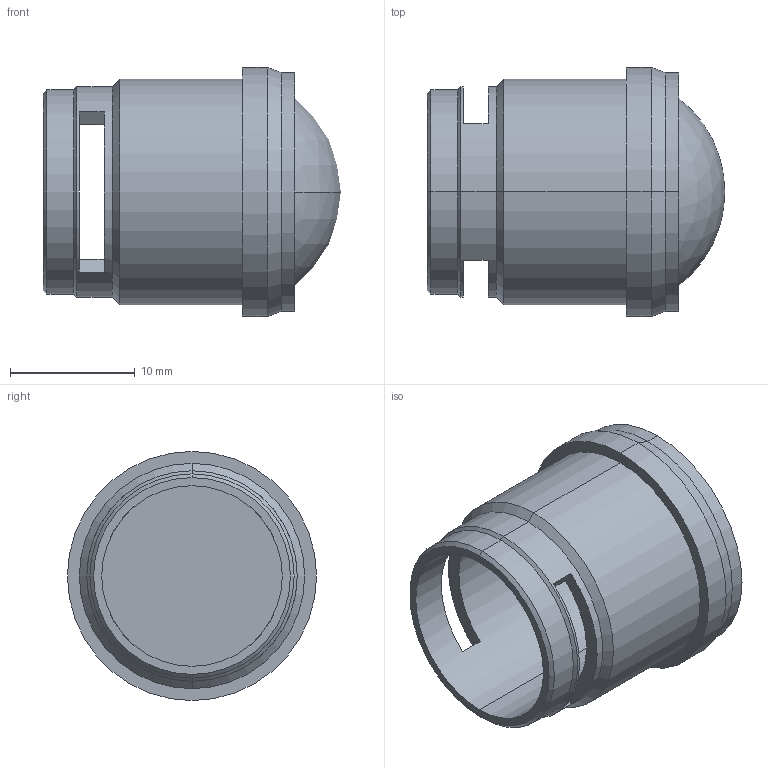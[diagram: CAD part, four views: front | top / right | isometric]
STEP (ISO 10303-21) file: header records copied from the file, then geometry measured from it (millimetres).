
FILE_DESCRIPTION (( 'STEP AP203' ), '1' );
FILE_NAME ('PAL-ACC13.STEP', '2023-05-18T10:58:21', ( '' ), ( '' ), 'SwSTEP 2.0', 'SolidWorks 2021', '' );
FILE_SCHEMA (( 'CONFIG_CONTROL_DESIGN' ));
Length unit declared in the file: millimetre
Products named in the file (1): PAL-ACC13
Bounding box: 23.9 x 20 x 20 mm (x, y, z)
Volume: 2667.4 mm3; surface area: 2495 mm2
Topology: 1 solids, 1 shells, 34 faces, 74 edges, 45 vertices
Faces by surface type: cylinder 12, plane 12, cone 8, sphere 2
Entity records: 1017 total; most frequent: DIRECTION 182, CARTESIAN_POINT 154, ORIENTED_EDGE 148, EDGE_CURVE 74, AXIS2_PLACEMENT_3D 73, VERTEX_POINT 45, EDGE_LOOP 41, CIRCLE 38
